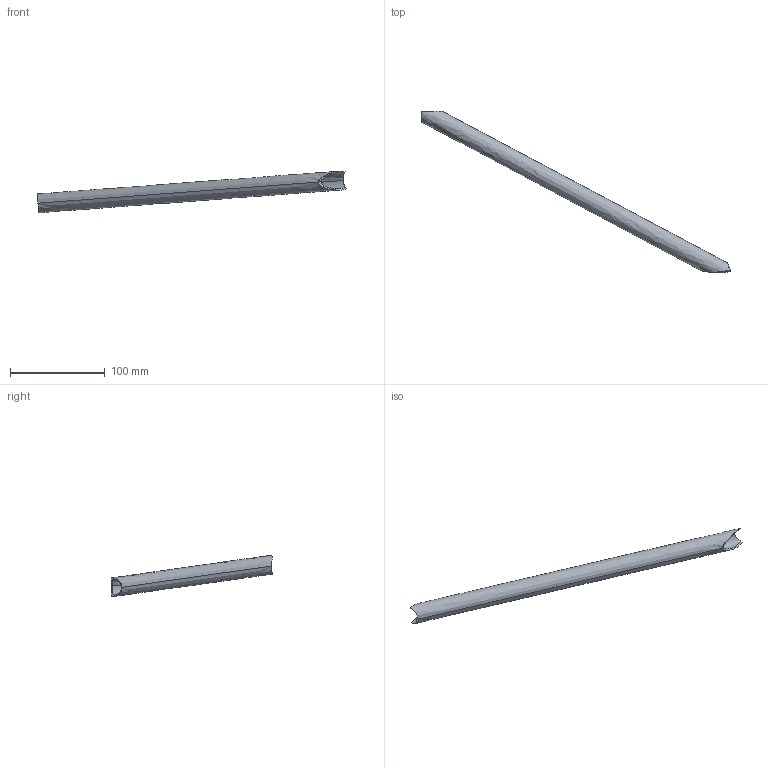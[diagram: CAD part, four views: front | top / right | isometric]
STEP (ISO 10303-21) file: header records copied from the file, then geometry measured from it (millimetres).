
FILE_DESCRIPTION(('CATIA V5 STEP Exchange'),'2;1');
FILE_NAME('960.stp','2017-12-21T21:10:10+00:00',('none'),('none'),'CATIA Version 5 Release 19 SP 2 (IN-10)','CATIA V5 STEP AP203','none');
FILE_SCHEMA(('CONFIG_CONTROL_DESIGN'));
Length unit declared in the file: millimetre
Products named in the file (1): Shape_960
Bounding box: 326.26 x 170.01 x 43.95 mm (x, y, z)
Volume: 30283.1 mm3; surface area: 40718.3 mm2
Topology: 1 solids, 1 shells, 11 faces, 35 edges, 24 vertices
Faces by surface type: cylinder 7, bspline 4
Entity records: 769 total; most frequent: CARTESIAN_POINT 503, ORIENTED_EDGE 70, EDGE_CURVE 35, B_SPLINE_CURVE_WITH_KNOTS 27, VERTEX_POINT 24, DIRECTION 12, ADVANCED_FACE 11, EDGE_LOOP 11
